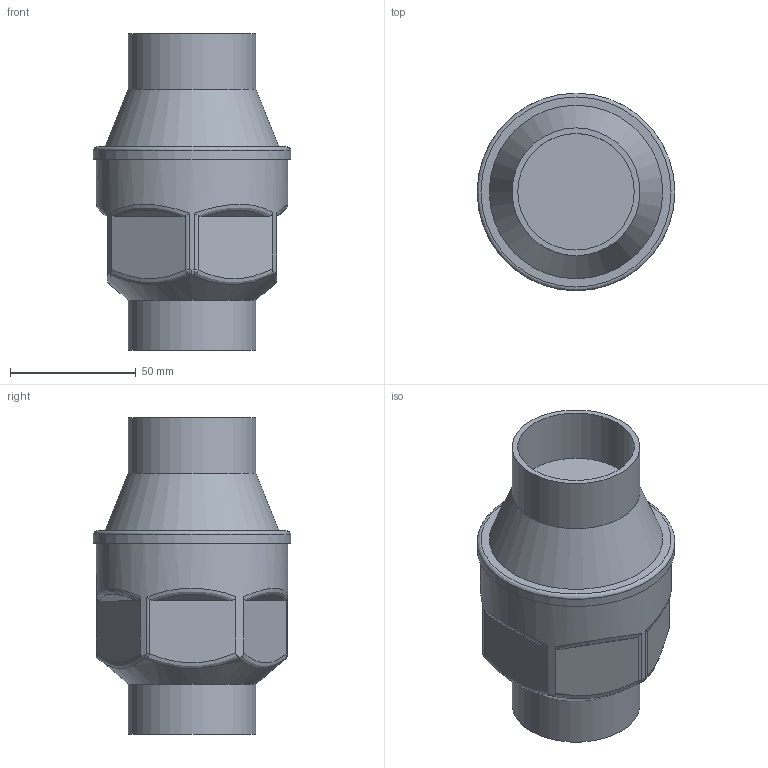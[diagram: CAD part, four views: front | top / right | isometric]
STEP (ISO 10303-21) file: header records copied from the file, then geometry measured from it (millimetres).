
FILE_DESCRIPTION(('STEP AP203'),'2;1');
FILE_NAME('idrja1_1_2.stp','2012-07-03T09:12:47',(''),(''),'2011.1.114','THINKDESIGN','');
FILE_SCHEMA(('CONFIG_CONTROL_DESIGN'));
Length unit declared in the file: millimetre
Bounding box: 78.6 x 78.6 x 125.9 mm (x, y, z)
Volume: 325783.5 mm3; surface area: 57268.8 mm2
Topology: 3 solids, 3 shells, 59 faces, 155 edges, 104 vertices
Faces by surface type: bspline 26, plane 22, cylinder 11
Full cylindrical faces by diameter (mm): 46.32 x2, 50.8 x2, 52.7 x1, 76 x1, 76.2 x1, 78.6 x1
Entity records: 5406 total; most frequent: CARTESIAN_POINT 4027, ORIENTED_EDGE 306, DIRECTION 200, EDGE_CURVE 153, VERTEX_POINT 104, AXIS2_PLACEMENT_3D 84, B_SPLINE_CURVE_WITH_KNOTS 70, EDGE_LOOP 63
